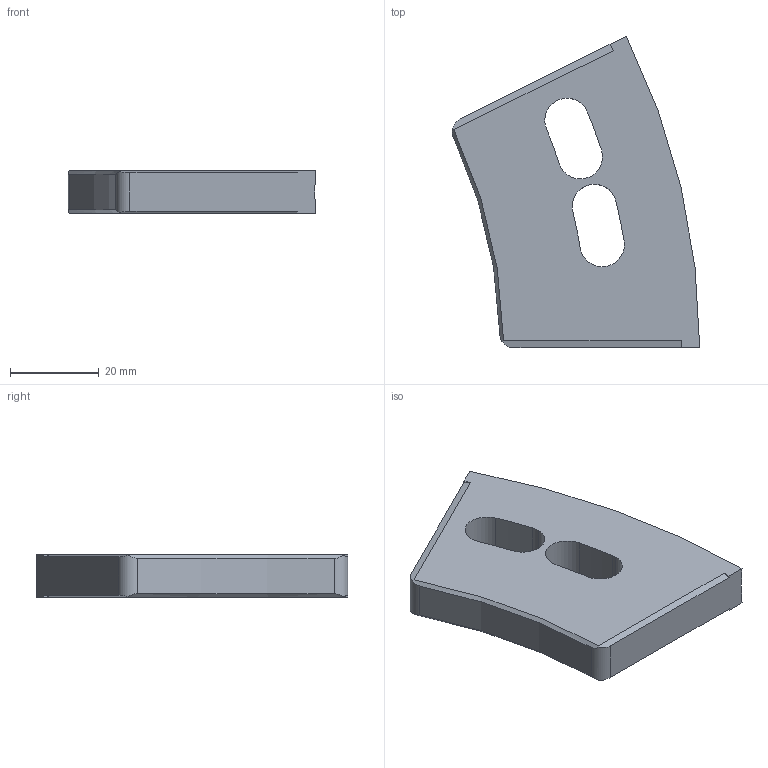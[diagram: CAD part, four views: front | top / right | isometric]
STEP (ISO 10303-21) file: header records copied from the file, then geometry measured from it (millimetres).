
FILE_DESCRIPTION (( 'STEP AP203' ), '1' );
FILE_NAME ('M971133.STEP', '2022-04-27T15:49:40', ( '' ), ( '' ), 'SwSTEP 2.0', 'SolidWorks 2020', '' );
FILE_SCHEMA (( 'CONFIG_CONTROL_DESIGN' ));
Length unit declared in the file: inch
Products named in the file (1): M971133
Bounding box: 55.78 x 70.28 x 9.51 mm (x, y, z)
Volume: 23365.4 mm3; surface area: 7795.1 mm2
Topology: 1 solids, 1 shells, 29 faces, 81 edges, 54 vertices
Faces by surface type: cylinder 13, plane 12, torus 2, cone 2
Entity records: 1057 total; most frequent: CARTESIAN_POINT 221, ORIENTED_EDGE 162, DIRECTION 160, EDGE_CURVE 81, AXIS2_PLACEMENT_3D 61, VERTEX_POINT 54, LINE 38, VECTOR 38
